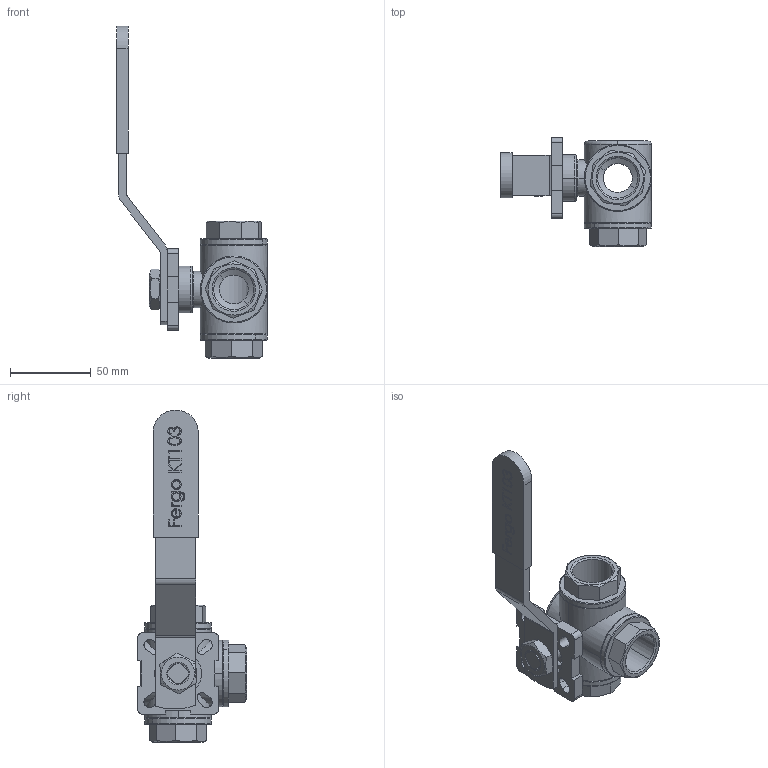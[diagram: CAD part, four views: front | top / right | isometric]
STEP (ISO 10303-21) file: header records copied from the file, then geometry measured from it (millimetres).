
FILE_DESCRIPTION (( 'STEP AP214' ), '1' );
FILE_NAME ('KL103-3-Wege-Kugelhahn-¾-Zoll-PN63-Handhebel-Fergo.STEP', '2022-10-13T09:07:36', ( '' ), ( '' ), 'SwSTEP 2.0', 'SolidWorks 2022', '' );
FILE_SCHEMA (( 'AUTOMOTIVE_DESIGN' ));
Length unit declared in the file: millimetre
Products named in the file (1): KL103-3-Wege-Kugelhahn-¾-Zoll-PN63-Handhebel-Fergo
Bounding box: 93.37 x 67.7 x 206.01 mm (x, y, z)
Volume: 127211.8 mm3; surface area: 52038.4 mm2
Topology: 1 solids, 1 shells, 321 faces, 986 edges, 724 vertices
Faces by surface type: plane 162, cylinder 98, cone 49, torus 12
Entity records: 12278 total; most frequent: CARTESIAN_POINT 3769, ORIENTED_EDGE 1972, DIRECTION 1515, EDGE_CURVE 986, VERTEX_POINT 724, AXIS2_PLACEMENT_3D 575, EDGE_LOOP 390, VECTOR 365
